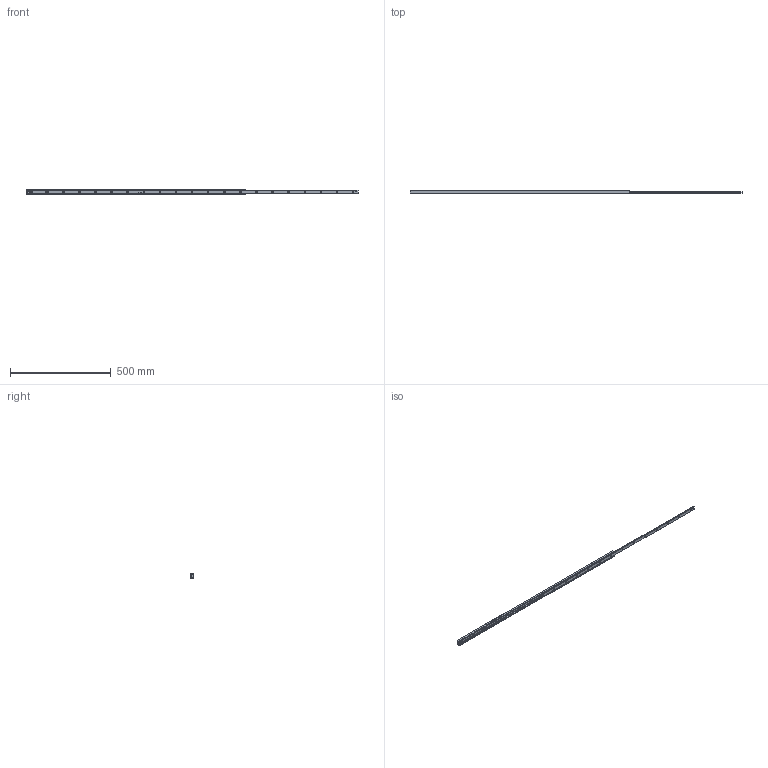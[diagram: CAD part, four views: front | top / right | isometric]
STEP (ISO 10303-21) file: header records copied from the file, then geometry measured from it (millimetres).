
FILE_DESCRIPTION((''),'2;1');
FILE_NAME('LCAE 28H-1090.stp','2016-01-13T10:51:55',('MRathmann'),(''),'Autodesk Inventor 2012','Autodesk Inventor 2012','');
FILE_SCHEMA(('CONFIG_CONTROL_DESIGN'));
Length unit declared in the file: millimetre
Products named in the file (7): LCAE 28H-1090.iam (Detailgenauigkeit1); LCM 28H-1090; LLMG 28H-1090; KF.LCA 28H-0519.GZ; + AS.L 28H 4x3,8; + VKB.L 28H 4x7; + SC M4x0,75.Sonderlinear.GZ
Assembly tree (8 placements, depth 2):
  LCAE 28H-1090.iam (Detailgenauigkeit1)
    LCM 28H-1090
    LLMG 28H-1090
    KF.LCA 28H-0519.GZ
    + AS.L 28H 4x3,8  x2
    + VKB.L 28H 4x7  x2
    + SC M4x0,75.Sonderlinear.GZ
Bounding box: 1651.5 x 12.9 x 28 mm (x, y, z)
Volume: 299952.6 mm3; surface area: 191667.8 mm2
Topology: 8 solids, 8 shells, 203 faces, 492 edges, 308 vertices
Faces by surface type: plane 92, cylinder 75, cone 33, torus 3
Full cylindrical faces by diameter (mm): 3.242 x2, 3.8 x2, 4 x7, 4.134 x14, 5 x2, 5.5 x14, 7 x1
Entity records: 5519 total; most frequent: DIRECTION 968, CARTESIAN_POINT 912, ORIENTED_EDGE 776, EDGE_CURVE 388, AXIS2_PLACEMENT_3D 384, EDGE_LOOP 326, VERTEX_POINT 288, VECTOR 200
